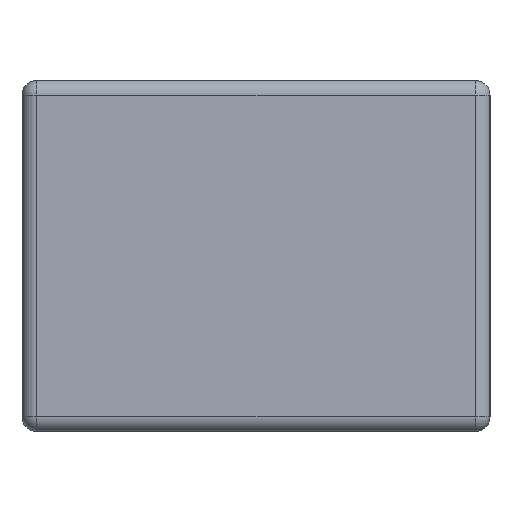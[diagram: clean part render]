
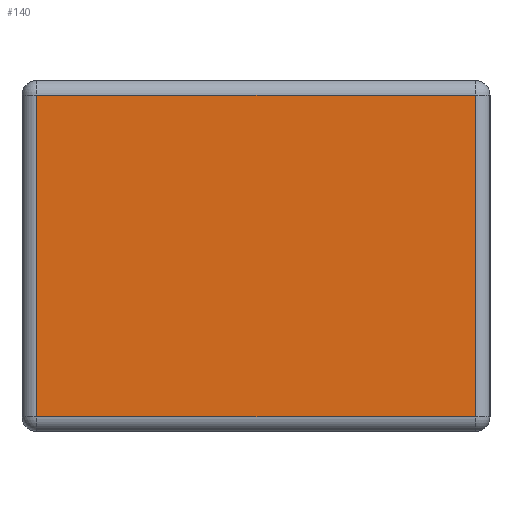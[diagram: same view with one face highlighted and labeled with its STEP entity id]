
A CAD part, left-side view. The second image highlights one B-rep face of the part: STEP entity #140.
In plain terms, the highlighted planar face has unit normal (-1, 0, 0).
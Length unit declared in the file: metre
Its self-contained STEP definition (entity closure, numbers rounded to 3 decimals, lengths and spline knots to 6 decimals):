
#140 = ADVANCED_FACE( '', ( #287 ), #288, .F. );
#287 = FACE_OUTER_BOUND( '', #442, .T. );
#288 = PLANE( '', #443 );
#442 = EDGE_LOOP( '', ( #739, #740, #741, #742 ) );
#443 = AXIS2_PLACEMENT_3D( '', #743, #744, #745 );
#739 = ORIENTED_EDGE( '', *, *, #942, .T. );
#740 = ORIENTED_EDGE( '', *, *, #909, .T. );
#741 = ORIENTED_EDGE( '', *, *, #981, .T. );
#742 = ORIENTED_EDGE( '', *, *, #888, .T. );
#743 = CARTESIAN_POINT( '', ( -0.0008, -0.0004, 0.0003 ) );
#744 = DIRECTION( '', ( 1., 0., 0. ) );
#745 = DIRECTION( '', ( 0., 0., -1. ) );
#888 = EDGE_CURVE( '', #1042, #1046, #1048, .F. );
#909 = EDGE_CURVE( '', #1075, #1080, #1082, .T. );
#942 = EDGE_CURVE( '', #1046, #1075, #1129, .T. );
#981 = EDGE_CURVE( '', #1080, #1042, #1177, .F. );
#1042 = VERTEX_POINT( '', #1248 );
#1046 = VERTEX_POINT( '', #1253 );
#1048 = LINE( '', #1255, #1256 );
#1075 = VERTEX_POINT( '', #1294 );
#1080 = VERTEX_POINT( '', #1300 );
#1082 = LINE( '', #1302, #1303 );
#1129 = LINE( '', #1366, #1367 );
#1177 = LINE( '', #1425, #1426 );
#1248 = CARTESIAN_POINT( '', ( -0.0008, -0.000375, 0.000025 ) );
#1253 = CARTESIAN_POINT( '', ( -0.0008, -0.000375, 0.000575 ) );
#1255 = CARTESIAN_POINT( '', ( -0.0008, -0.000375, 0.0006 ) );
#1256 = VECTOR( '', #1496, 1. );
#1294 = CARTESIAN_POINT( '', ( -0.0008, 0.000375, 0.000575 ) );
#1300 = CARTESIAN_POINT( '', ( -0.0008, 0.000375, 0.000025 ) );
#1302 = CARTESIAN_POINT( '', ( -0.0008, 0.000375, 0.0003 ) );
#1303 = VECTOR( '', #1518, 1. );
#1366 = CARTESIAN_POINT( '', ( -0.0008, -0.0004, 0.000575 ) );
#1367 = VECTOR( '', #1559, 1. );
#1425 = CARTESIAN_POINT( '', ( -0.0008, -0.0004, 0.000025 ) );
#1426 = VECTOR( '', #1612, 1. );
#1496 = DIRECTION( '', ( 0., 0., -1. ) );
#1518 = DIRECTION( '', ( 0., 0., -1. ) );
#1559 = DIRECTION( '', ( 0., 1., 0. ) );
#1612 = DIRECTION( '', ( 0., 1., 0. ) );
